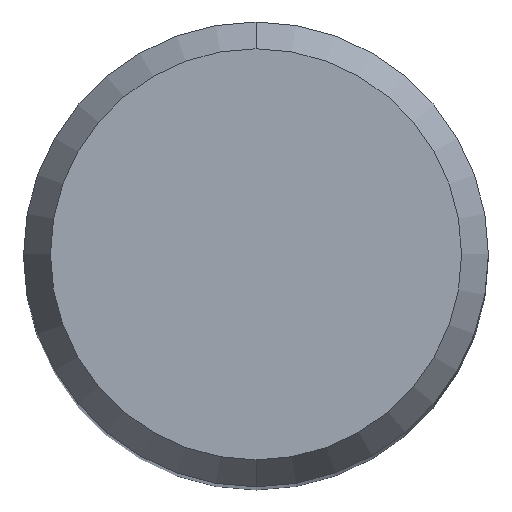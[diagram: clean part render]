
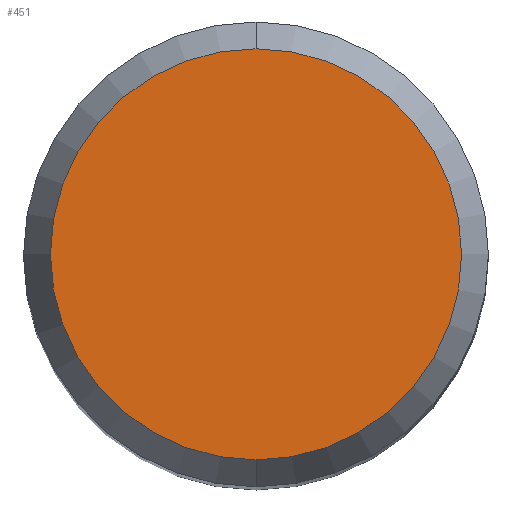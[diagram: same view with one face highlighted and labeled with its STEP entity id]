
A CAD part, top view. The second image highlights one B-rep face of the part: STEP entity #451.
In plain terms, the highlighted planar face has unit normal (0, 0, 1).
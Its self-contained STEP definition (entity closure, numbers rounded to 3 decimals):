
#255=VERTEX_POINT('',#620);
#315=VERTEX_POINT('',#688);
#347=EDGE_CURVE('',#255,#315,#723,.T.);
#401=EDGE_CURVE('',#315,#255,#785,.T.);
#451=ADVANCED_FACE('',(#839),#840,.T.);
#620=CARTESIAN_POINT('',(0.0,4.423,0.0));
#688=CARTESIAN_POINT('',(0.,-4.423,0.0));
#723=CIRCLE('',#1236,4.423);
#785=CIRCLE('',#1343,4.423);
#839=FACE_OUTER_BOUND('',#1471,.T.);
#840=PLANE('',#1472);
#1236=AXIS2_PLACEMENT_3D('',#1877,#1878,#1879);
#1343=AXIS2_PLACEMENT_3D('',#1966,#1967,#1968);
#1471=EDGE_LOOP('',(#2022,#2023));
#1472=AXIS2_PLACEMENT_3D('',#2024,#2025,#2026);
#1877=CARTESIAN_POINT('',(0.0,0.0,0.0));
#1878=DIRECTION('',(0.0,0.0,-1.0));
#1879=DIRECTION('',(0.0,1.0,0.0));
#1966=CARTESIAN_POINT('',(0.0,0.0,0.0));
#1967=DIRECTION('',(0.0,0.0,-1.0));
#1968=DIRECTION('',(0.0,1.0,0.0));
#2022=ORIENTED_EDGE('',*,*,#347,.F.);
#2023=ORIENTED_EDGE('',*,*,#401,.F.);
#2024=CARTESIAN_POINT('',(0.0,2.211,0.0));
#2025=DIRECTION('',(-0.0,0.0,1.0));
#2026=DIRECTION('',(0.0,-1.0,0.0));
